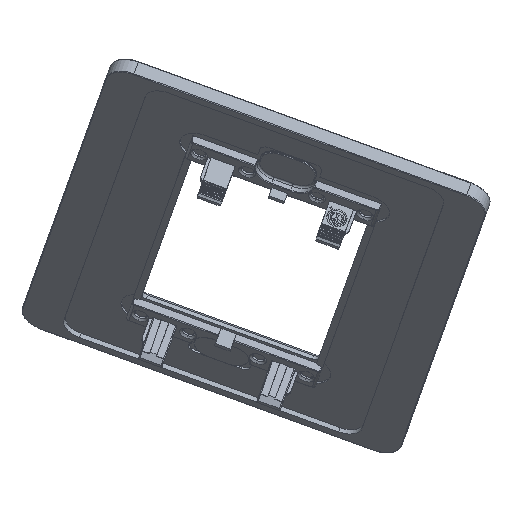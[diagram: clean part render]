
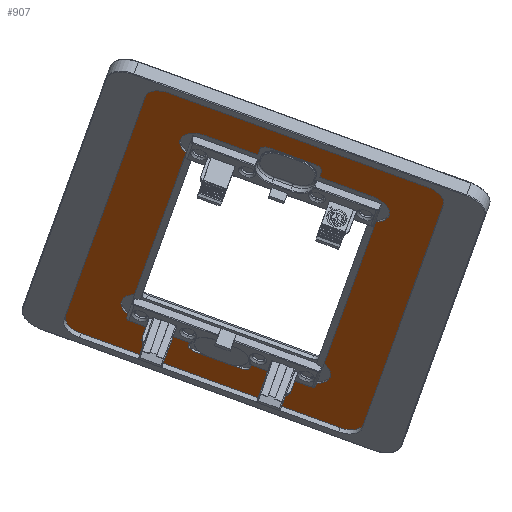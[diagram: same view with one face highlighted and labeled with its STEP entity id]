
A CAD part, left-side view. The second image highlights one B-rep face of the part: STEP entity #907.
In plain terms, the highlighted face is planar.
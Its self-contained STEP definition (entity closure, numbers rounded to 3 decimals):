
#519=CARTESIAN_POINT('Vertex',(-33.34,24.5,1.3)) ;
#522=CARTESIAN_POINT('Line Origine',(0.,24.5,1.3)) ;
#526=CARTESIAN_POINT('Vertex',(33.34,24.5,1.3)) ;
#550=CARTESIAN_POINT('Vertex',(52.5,38.5,1.3)) ;
#553=CARTESIAN_POINT('Line Origine',(0.,38.5,1.3)) ;
#557=CARTESIAN_POINT('Vertex',(-52.5,38.5,1.3)) ;
#577=CARTESIAN_POINT('Axis2P3D Location',(-52.5,33.5,1.3)) ;
#581=CARTESIAN_POINT('Vertex',(-57.5,33.5,1.3)) ;
#601=CARTESIAN_POINT('Line Origine',(-57.5,0.,1.3)) ;
#605=CARTESIAN_POINT('Vertex',(-57.5,-33.5,1.3)) ;
#706=CARTESIAN_POINT('Axis2P3D Location',(0.,0.,1.3)) ;
#711=CARTESIAN_POINT('Axis2P3D Location',(52.5,33.5,1.3)) ;
#715=CARTESIAN_POINT('Vertex',(57.5,33.5,1.3)) ;
#718=CARTESIAN_POINT('Line Origine',(57.5,0.,1.3)) ;
#722=CARTESIAN_POINT('Vertex',(57.5,-33.5,1.3)) ;
#725=CARTESIAN_POINT('Axis2P3D Location',(52.5,-33.5,1.3)) ;
#729=CARTESIAN_POINT('Vertex',(52.5,-38.5,1.3)) ;
#732=CARTESIAN_POINT('Line Origine',(0.,-38.5,1.3)) ;
#736=CARTESIAN_POINT('Vertex',(-52.5,-38.5,1.3)) ;
#739=CARTESIAN_POINT('Axis2P3D Location',(-52.5,-33.5,1.3)) ;
#754=CARTESIAN_POINT('Axis2P3D Location',(-37.95,21.5,1.3)) ;
#758=CARTESIAN_POINT('Vertex',(-43.45,21.5,1.3)) ;
#761=CARTESIAN_POINT('Line Origine',(-43.45,14.75,1.3)) ;
#765=CARTESIAN_POINT('Vertex',(-43.45,8.,1.3)) ;
#768=CARTESIAN_POINT('Line Origine',(-44.7,8.,1.3)) ;
#772=CARTESIAN_POINT('Vertex',(-45.95,8.,1.3)) ;
#775=CARTESIAN_POINT('Axis2P3D Location',(-45.95,6.,1.3)) ;
#779=CARTESIAN_POINT('Vertex',(-47.95,6.,1.3)) ;
#782=CARTESIAN_POINT('Line Origine',(-47.95,0.,1.3)) ;
#786=CARTESIAN_POINT('Vertex',(-47.95,-6.,1.3)) ;
#789=CARTESIAN_POINT('Axis2P3D Location',(-45.95,-6.,1.3)) ;
#793=CARTESIAN_POINT('Vertex',(-45.95,-8.,1.3)) ;
#796=CARTESIAN_POINT('Line Origine',(-44.7,-8.,1.3)) ;
#800=CARTESIAN_POINT('Vertex',(-43.45,-8.,1.3)) ;
#803=CARTESIAN_POINT('Line Origine',(-43.45,-14.75,1.3)) ;
#807=CARTESIAN_POINT('Vertex',(-43.45,-21.5,1.3)) ;
#810=CARTESIAN_POINT('Axis2P3D Location',(-37.95,-21.5,1.3)) ;
#814=CARTESIAN_POINT('Vertex',(-33.34,-24.5,1.3)) ;
#817=CARTESIAN_POINT('Line Origine',(0.,-24.5,1.3)) ;
#821=CARTESIAN_POINT('Vertex',(33.34,-24.5,1.3)) ;
#824=CARTESIAN_POINT('Axis2P3D Location',(37.95,-21.5,1.3)) ;
#828=CARTESIAN_POINT('Vertex',(43.45,-21.5,1.3)) ;
#831=CARTESIAN_POINT('Line Origine',(43.45,-14.75,1.3)) ;
#835=CARTESIAN_POINT('Vertex',(43.45,-8.,1.3)) ;
#838=CARTESIAN_POINT('Line Origine',(44.7,-8.,1.3)) ;
#842=CARTESIAN_POINT('Vertex',(45.95,-8.,1.3)) ;
#845=CARTESIAN_POINT('Axis2P3D Location',(45.95,-6.,1.3)) ;
#849=CARTESIAN_POINT('Vertex',(47.95,-6.,1.3)) ;
#852=CARTESIAN_POINT('Line Origine',(47.95,0.,1.3)) ;
#856=CARTESIAN_POINT('Vertex',(47.95,6.,1.3)) ;
#859=CARTESIAN_POINT('Axis2P3D Location',(45.95,6.,1.3)) ;
#863=CARTESIAN_POINT('Vertex',(45.95,8.,1.3)) ;
#866=CARTESIAN_POINT('Line Origine',(44.7,8.,1.3)) ;
#870=CARTESIAN_POINT('Vertex',(43.45,8.,1.3)) ;
#873=CARTESIAN_POINT('Line Origine',(43.45,14.75,1.3)) ;
#877=CARTESIAN_POINT('Vertex',(43.45,21.5,1.3)) ;
#880=CARTESIAN_POINT('Axis2P3D Location',(37.95,21.5,1.3)) ;
#523=DIRECTION('Vector Direction',(1.,0.,0.)) ;
#554=DIRECTION('Vector Direction',(-1.,0.,0.)) ;
#578=DIRECTION('Axis2P3D Direction',(0.,0.,1.)) ;
#602=DIRECTION('Vector Direction',(0.,-1.,0.)) ;
#707=DIRECTION('Axis2P3D Direction',(0.,0.,1.)) ;
#708=DIRECTION('Axis2P3D XDirection',(1.,0.,0.)) ;
#712=DIRECTION('Axis2P3D Direction',(0.,0.,1.)) ;
#719=DIRECTION('Vector Direction',(0.,-1.,0.)) ;
#726=DIRECTION('Axis2P3D Direction',(0.,0.,1.)) ;
#733=DIRECTION('Vector Direction',(-1.,0.,0.)) ;
#740=DIRECTION('Axis2P3D Direction',(0.,0.,1.)) ;
#755=DIRECTION('Axis2P3D Direction',(0.,0.,1.)) ;
#762=DIRECTION('Vector Direction',(0.,-1.,0.)) ;
#769=DIRECTION('Vector Direction',(1.,0.,0.)) ;
#776=DIRECTION('Axis2P3D Direction',(0.,0.,1.)) ;
#783=DIRECTION('Vector Direction',(0.,1.,0.)) ;
#790=DIRECTION('Axis2P3D Direction',(0.,0.,1.)) ;
#797=DIRECTION('Vector Direction',(1.,0.,0.)) ;
#804=DIRECTION('Vector Direction',(0.,-1.,0.)) ;
#811=DIRECTION('Axis2P3D Direction',(0.,0.,1.)) ;
#818=DIRECTION('Vector Direction',(1.,0.,0.)) ;
#825=DIRECTION('Axis2P3D Direction',(0.,0.,1.)) ;
#832=DIRECTION('Vector Direction',(0.,-1.,0.)) ;
#839=DIRECTION('Vector Direction',(1.,0.,0.)) ;
#846=DIRECTION('Axis2P3D Direction',(0.,0.,1.)) ;
#853=DIRECTION('Vector Direction',(0.,1.,0.)) ;
#860=DIRECTION('Axis2P3D Direction',(0.,0.,1.)) ;
#867=DIRECTION('Vector Direction',(1.,0.,0.)) ;
#874=DIRECTION('Vector Direction',(0.,-1.,0.)) ;
#881=DIRECTION('Axis2P3D Direction',(0.,0.,1.)) ;
#579=AXIS2_PLACEMENT_3D('Circle Axis2P3D',#577,#578,$) ;
#709=AXIS2_PLACEMENT_3D('Plane Axis2P3D',#706,#707,#708) ;
#713=AXIS2_PLACEMENT_3D('Circle Axis2P3D',#711,#712,$) ;
#727=AXIS2_PLACEMENT_3D('Circle Axis2P3D',#725,#726,$) ;
#741=AXIS2_PLACEMENT_3D('Circle Axis2P3D',#739,#740,$) ;
#756=AXIS2_PLACEMENT_3D('Circle Axis2P3D',#754,#755,$) ;
#777=AXIS2_PLACEMENT_3D('Circle Axis2P3D',#775,#776,$) ;
#791=AXIS2_PLACEMENT_3D('Circle Axis2P3D',#789,#790,$) ;
#812=AXIS2_PLACEMENT_3D('Circle Axis2P3D',#810,#811,$) ;
#826=AXIS2_PLACEMENT_3D('Circle Axis2P3D',#824,#825,$) ;
#847=AXIS2_PLACEMENT_3D('Circle Axis2P3D',#845,#846,$) ;
#861=AXIS2_PLACEMENT_3D('Circle Axis2P3D',#859,#860,$) ;
#882=AXIS2_PLACEMENT_3D('Circle Axis2P3D',#880,#881,$) ;
#745=ORIENTED_EDGE('',*,*,#717,.T.) ;
#746=ORIENTED_EDGE('',*,*,#724,.F.) ;
#747=ORIENTED_EDGE('',*,*,#731,.F.) ;
#748=ORIENTED_EDGE('',*,*,#738,.F.) ;
#749=ORIENTED_EDGE('',*,*,#743,.T.) ;
#750=ORIENTED_EDGE('',*,*,#607,.T.) ;
#751=ORIENTED_EDGE('',*,*,#583,.F.) ;
#752=ORIENTED_EDGE('',*,*,#559,.T.) ;
#886=ORIENTED_EDGE('',*,*,#760,.T.) ;
#887=ORIENTED_EDGE('',*,*,#767,.T.) ;
#888=ORIENTED_EDGE('',*,*,#774,.F.) ;
#889=ORIENTED_EDGE('',*,*,#781,.T.) ;
#890=ORIENTED_EDGE('',*,*,#788,.T.) ;
#891=ORIENTED_EDGE('',*,*,#795,.F.) ;
#892=ORIENTED_EDGE('',*,*,#802,.T.) ;
#893=ORIENTED_EDGE('',*,*,#809,.F.) ;
#894=ORIENTED_EDGE('',*,*,#816,.F.) ;
#895=ORIENTED_EDGE('',*,*,#823,.F.) ;
#896=ORIENTED_EDGE('',*,*,#830,.T.) ;
#897=ORIENTED_EDGE('',*,*,#837,.T.) ;
#898=ORIENTED_EDGE('',*,*,#844,.F.) ;
#899=ORIENTED_EDGE('',*,*,#851,.T.) ;
#900=ORIENTED_EDGE('',*,*,#858,.F.) ;
#901=ORIENTED_EDGE('',*,*,#865,.F.) ;
#902=ORIENTED_EDGE('',*,*,#872,.T.) ;
#903=ORIENTED_EDGE('',*,*,#879,.F.) ;
#904=ORIENTED_EDGE('',*,*,#884,.F.) ;
#905=ORIENTED_EDGE('',*,*,#528,.T.) ;
#906=FACE_BOUND('',#885,.T.) ;
#524=VECTOR('Line Direction',#523,1.) ;
#555=VECTOR('Line Direction',#554,1.) ;
#603=VECTOR('Line Direction',#602,1.) ;
#720=VECTOR('Line Direction',#719,1.) ;
#734=VECTOR('Line Direction',#733,1.) ;
#763=VECTOR('Line Direction',#762,1.) ;
#770=VECTOR('Line Direction',#769,1.) ;
#784=VECTOR('Line Direction',#783,1.) ;
#798=VECTOR('Line Direction',#797,1.) ;
#805=VECTOR('Line Direction',#804,1.) ;
#819=VECTOR('Line Direction',#818,1.) ;
#833=VECTOR('Line Direction',#832,1.) ;
#840=VECTOR('Line Direction',#839,1.) ;
#854=VECTOR('Line Direction',#853,1.) ;
#868=VECTOR('Line Direction',#867,1.) ;
#875=VECTOR('Line Direction',#874,1.) ;
#907=ADVANCED_FACE('PartBody',(#753,#906),#710,.F.) ;
#580=CIRCLE('generated circle',#579,5.) ;
#714=CIRCLE('generated circle',#713,5.) ;
#728=CIRCLE('generated circle',#727,5.) ;
#742=CIRCLE('generated circle',#741,5.) ;
#757=CIRCLE('generated circle',#756,5.5) ;
#778=CIRCLE('generated circle',#777,2.) ;
#792=CIRCLE('generated circle',#791,2.) ;
#813=CIRCLE('generated circle',#812,5.5) ;
#827=CIRCLE('generated circle',#826,5.5) ;
#848=CIRCLE('generated circle',#847,2.) ;
#862=CIRCLE('generated circle',#861,2.) ;
#883=CIRCLE('generated circle',#882,5.5) ;
#528=EDGE_CURVE('',#527,#520,#525,.F.) ;
#559=EDGE_CURVE('',#558,#551,#556,.F.) ;
#583=EDGE_CURVE('',#558,#582,#580,.T.) ;
#607=EDGE_CURVE('',#606,#582,#604,.F.) ;
#717=EDGE_CURVE('',#551,#716,#714,.F.) ;
#724=EDGE_CURVE('',#723,#716,#721,.F.) ;
#731=EDGE_CURVE('',#730,#723,#728,.T.) ;
#738=EDGE_CURVE('',#737,#730,#735,.F.) ;
#743=EDGE_CURVE('',#737,#606,#742,.F.) ;
#760=EDGE_CURVE('',#520,#759,#757,.T.) ;
#767=EDGE_CURVE('',#759,#766,#764,.T.) ;
#774=EDGE_CURVE('',#773,#766,#771,.T.) ;
#781=EDGE_CURVE('',#773,#780,#778,.T.) ;
#788=EDGE_CURVE('',#780,#787,#785,.F.) ;
#795=EDGE_CURVE('',#794,#787,#792,.F.) ;
#802=EDGE_CURVE('',#794,#801,#799,.T.) ;
#809=EDGE_CURVE('',#808,#801,#806,.F.) ;
#816=EDGE_CURVE('',#815,#808,#813,.F.) ;
#823=EDGE_CURVE('',#822,#815,#820,.F.) ;
#830=EDGE_CURVE('',#822,#829,#827,.T.) ;
#837=EDGE_CURVE('',#829,#836,#834,.F.) ;
#844=EDGE_CURVE('',#843,#836,#841,.F.) ;
#851=EDGE_CURVE('',#843,#850,#848,.T.) ;
#858=EDGE_CURVE('',#857,#850,#855,.F.) ;
#865=EDGE_CURVE('',#864,#857,#862,.F.) ;
#872=EDGE_CURVE('',#864,#871,#869,.F.) ;
#879=EDGE_CURVE('',#878,#871,#876,.T.) ;
#884=EDGE_CURVE('',#527,#878,#883,.F.) ;
#744=EDGE_LOOP('',(#745,#746,#747,#748,#749,#750,#751,#752)) ;
#885=EDGE_LOOP('',(#886,#887,#888,#889,#890,#891,#892,#893,#894,#895,#896,#897,#898,#899,#900,#901,#902,#903,#904,#905)) ;
#753=FACE_OUTER_BOUND('',#744,.T.) ;
#525=LINE('Line',#522,#524) ;
#556=LINE('Line',#553,#555) ;
#604=LINE('Line',#601,#603) ;
#721=LINE('Line',#718,#720) ;
#735=LINE('Line',#732,#734) ;
#764=LINE('Line',#761,#763) ;
#771=LINE('Line',#768,#770) ;
#785=LINE('Line',#782,#784) ;
#799=LINE('Line',#796,#798) ;
#806=LINE('Line',#803,#805) ;
#820=LINE('Line',#817,#819) ;
#834=LINE('Line',#831,#833) ;
#841=LINE('Line',#838,#840) ;
#855=LINE('Line',#852,#854) ;
#869=LINE('Line',#866,#868) ;
#876=LINE('Line',#873,#875) ;
#710=PLANE('',#709) ;
#520=VERTEX_POINT('',#519) ;
#527=VERTEX_POINT('',#526) ;
#551=VERTEX_POINT('',#550) ;
#558=VERTEX_POINT('',#557) ;
#582=VERTEX_POINT('',#581) ;
#606=VERTEX_POINT('',#605) ;
#716=VERTEX_POINT('',#715) ;
#723=VERTEX_POINT('',#722) ;
#730=VERTEX_POINT('',#729) ;
#737=VERTEX_POINT('',#736) ;
#759=VERTEX_POINT('',#758) ;
#766=VERTEX_POINT('',#765) ;
#773=VERTEX_POINT('',#772) ;
#780=VERTEX_POINT('',#779) ;
#787=VERTEX_POINT('',#786) ;
#794=VERTEX_POINT('',#793) ;
#801=VERTEX_POINT('',#800) ;
#808=VERTEX_POINT('',#807) ;
#815=VERTEX_POINT('',#814) ;
#822=VERTEX_POINT('',#821) ;
#829=VERTEX_POINT('',#828) ;
#836=VERTEX_POINT('',#835) ;
#843=VERTEX_POINT('',#842) ;
#850=VERTEX_POINT('',#849) ;
#857=VERTEX_POINT('',#856) ;
#864=VERTEX_POINT('',#863) ;
#871=VERTEX_POINT('',#870) ;
#878=VERTEX_POINT('',#877) ;
